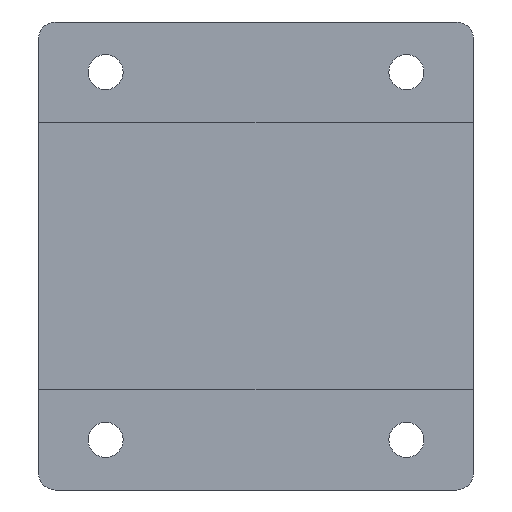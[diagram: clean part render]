
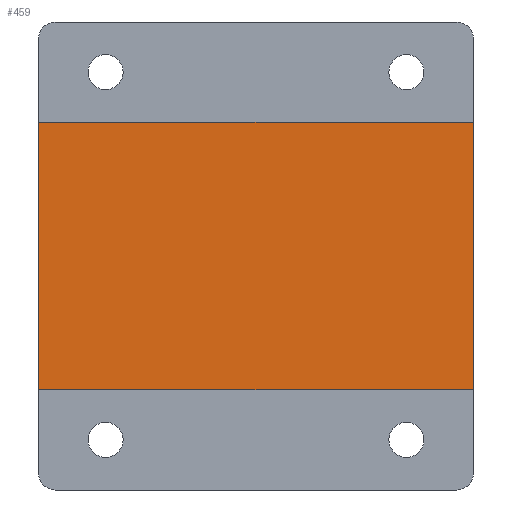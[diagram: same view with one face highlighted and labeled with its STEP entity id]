
A CAD part, front view. The second image highlights one B-rep face of the part: STEP entity #459.
In plain terms, the highlighted planar face has unit normal (0, -1, 0).
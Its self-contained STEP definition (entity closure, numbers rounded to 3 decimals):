
#35=PLANE('',#525);
#58=FACE_OUTER_BOUND('',#89,.T.);
#89=EDGE_LOOP('',(#423,#424,#425,#426));
#114=LINE('',#741,#157);
#124=LINE('',#767,#167);
#131=LINE('',#780,#174);
#132=LINE('',#782,#175);
#157=VECTOR('',#602,10.);
#167=VECTOR('',#628,10.);
#174=VECTOR('',#647,10.);
#175=VECTOR('',#650,10.);
#228=VERTEX_POINT('',#738);
#229=VERTEX_POINT('',#740);
#236=VERTEX_POINT('',#764);
#237=VERTEX_POINT('',#766);
#278=EDGE_CURVE('',#228,#229,#114,.T.);
#292=EDGE_CURVE('',#236,#237,#124,.T.);
#299=EDGE_CURVE('',#228,#237,#131,.T.);
#300=EDGE_CURVE('',#236,#229,#132,.T.);
#423=ORIENTED_EDGE('',*,*,#299,.T.);
#424=ORIENTED_EDGE('',*,*,#292,.F.);
#425=ORIENTED_EDGE('',*,*,#300,.T.);
#426=ORIENTED_EDGE('',*,*,#278,.F.);
#459=ADVANCED_FACE('',(#58),#35,.F.);
#525=AXIS2_PLACEMENT_3D('',#785,#655,#656);
#602=DIRECTION('',(0.,0.,1.));
#628=DIRECTION('',(0.,0.,-1.));
#647=DIRECTION('',(1.,0.,0.));
#650=DIRECTION('',(-1.,0.,0.));
#655=DIRECTION('center_axis',(0.,1.,0.));
#656=DIRECTION('ref_axis',(0.,0.,1.));
#738=CARTESIAN_POINT('',(-52.,0.,-44.));
#740=CARTESIAN_POINT('',(-52.,0.,-12.));
#741=CARTESIAN_POINT('',(-52.,0.,-56.));
#764=CARTESIAN_POINT('',(0.,0.,-12.));
#766=CARTESIAN_POINT('',(0.,0.,-44.));
#767=CARTESIAN_POINT('',(0.,0.,0.));
#780=CARTESIAN_POINT('',(-13.,0.,-44.));
#782=CARTESIAN_POINT('',(-13.,0.,-12.));
#785=CARTESIAN_POINT('Origin',(-26.,0.,-28.));
